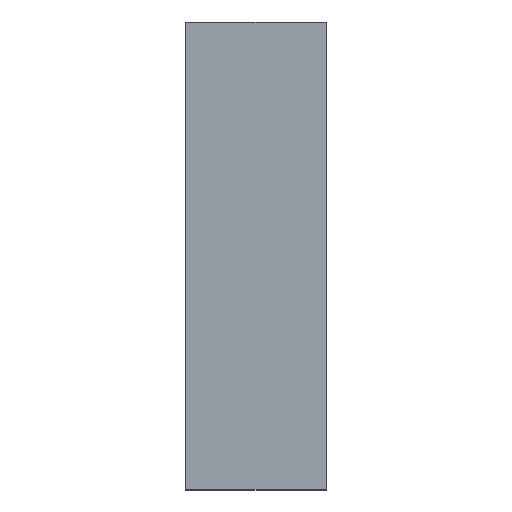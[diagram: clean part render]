
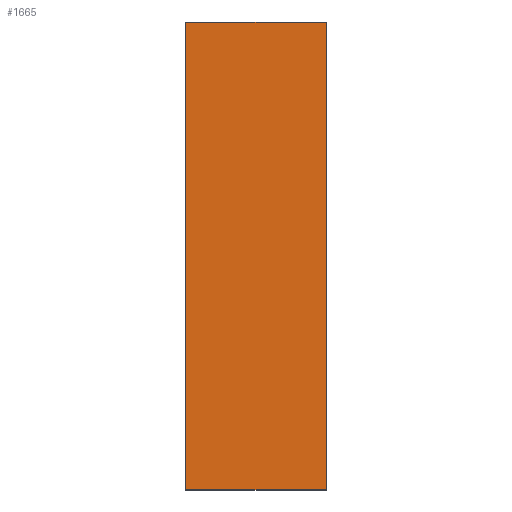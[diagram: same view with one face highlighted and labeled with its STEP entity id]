
A CAD part, top view. The second image highlights one B-rep face of the part: STEP entity #1665.
In plain terms, the highlighted planar face has unit normal (0, 0, 1).
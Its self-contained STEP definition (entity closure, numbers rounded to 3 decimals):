
#213=LINE('',#2558,#389);
#217=LINE('',#2566,#393);
#220=LINE('',#2572,#396);
#222=LINE('',#2575,#398);
#389=VECTOR('',#2076,1000.);
#393=VECTOR('',#2082,1000.);
#396=VECTOR('',#2087,1000.);
#398=VECTOR('',#2091,1000.);
#763=ORIENTED_EDGE('',*,*,#947,.T.);
#764=ORIENTED_EDGE('',*,*,#951,.T.);
#765=ORIENTED_EDGE('',*,*,#954,.T.);
#766=ORIENTED_EDGE('',*,*,#956,.T.);
#947=EDGE_CURVE('',#1074,#1073,#213,.T.);
#951=EDGE_CURVE('',#1073,#1076,#217,.T.);
#954=EDGE_CURVE('',#1076,#1078,#220,.T.);
#956=EDGE_CURVE('',#1078,#1074,#222,.T.);
#1073=VERTEX_POINT('',#2557);
#1074=VERTEX_POINT('',#2559);
#1076=VERTEX_POINT('',#2565);
#1078=VERTEX_POINT('',#2571);
#1157=EDGE_LOOP('',(#763,#764,#765,#766));
#1231=FACE_BOUND('',#1157,.T.);
#1300=PLANE('',#1761);
#1665=ADVANCED_FACE('',(#1231),#1300,.T.);
#1761=AXIS2_PLACEMENT_3D('',#2576,#2092,#2093);
#2076=DIRECTION('',(0.,-1.,0.));
#2082=DIRECTION('',(1.,0.,0.));
#2087=DIRECTION('',(0.,1.,0.));
#2091=DIRECTION('',(-1.,0.,0.));
#2092=DIRECTION('',(0.,0.,1.));
#2093=DIRECTION('',(1.,0.,0.));
#2557=CARTESIAN_POINT('',(-0.15,-0.5,0.55));
#2558=CARTESIAN_POINT('',(-0.15,0.5,0.55));
#2559=CARTESIAN_POINT('',(-0.15,0.5,0.55));
#2565=CARTESIAN_POINT('',(0.15,-0.5,0.55));
#2566=CARTESIAN_POINT('',(-0.15,-0.5,0.55));
#2571=CARTESIAN_POINT('',(0.15,0.5,0.55));
#2572=CARTESIAN_POINT('',(0.15,-0.5,0.55));
#2575=CARTESIAN_POINT('',(0.15,0.5,0.55));
#2576=CARTESIAN_POINT('',(0.,0.,0.55));
